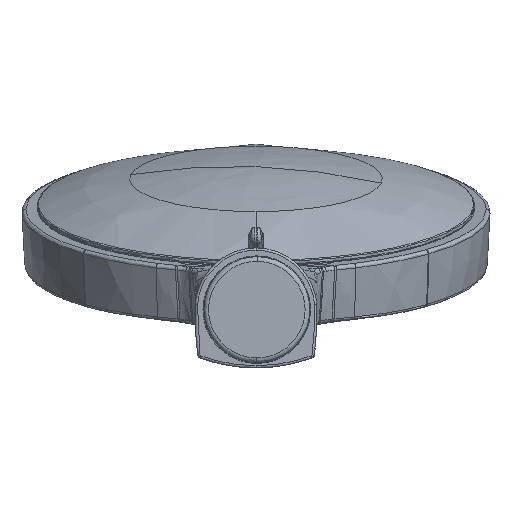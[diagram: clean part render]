
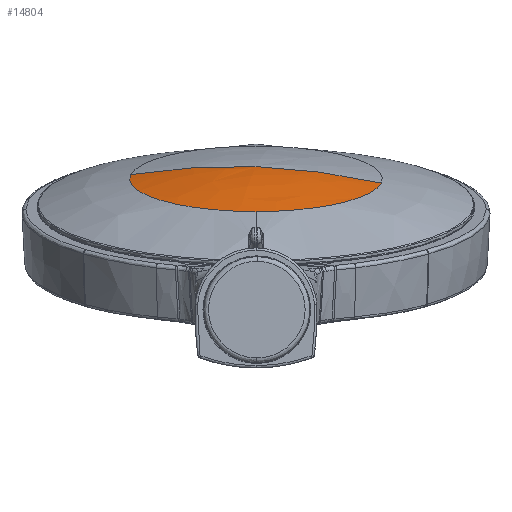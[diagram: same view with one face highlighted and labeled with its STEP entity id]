
A CAD part, front view. The second image highlights one B-rep face of the part: STEP entity #14804.
In plain terms, the highlighted free-form (B-spline) face has degree [3, 3] with [7, 4] control points.
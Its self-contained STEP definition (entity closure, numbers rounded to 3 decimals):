
#100 = CARTESIAN_POINT ( 'NONE',  ( 4.243, -5.781, -2.869 ) ) ;
#151 = CARTESIAN_POINT ( 'NONE',  ( 43.092, -4.155, 14.893 ) ) ;
#419 = CARTESIAN_POINT ( 'NONE',  ( 0., -5.781, 0. ) ) ;
#481 = CARTESIAN_POINT ( 'NONE',  ( 0., -5.781, 0. ) ) ;
#573 = CARTESIAN_POINT ( 'NONE',  ( 0.896, -5.702, 6.807 ) ) ;
#663 = FACE_OUTER_BOUND ( 'NONE', #3284, .T. ) ;
#772 = VERTEX_POINT ( 'NONE', #10467 ) ;
#1261 = CARTESIAN_POINT ( 'NONE',  ( 0.299, -5.781, 2.271 ) ) ;
#1309 = CARTESIAN_POINT ( 'NONE',  ( -3.24, -3.434, -24.608 ) ) ;
#1531 = EDGE_CURVE ( 'NONE', #772, #11975, #2074, .T. ) ;
#1689 = DIRECTION ( 'NONE',  ( -1., 0., 0. ) ) ;
#1710 = CARTESIAN_POINT ( 'NONE',  ( 2.661, -4.155, 20.215 ) ) ;
#2074 = CIRCLE ( 'NONE', #12755, 26.99 ) ;
#2084 =( BOUNDED_SURFACE ( )  B_SPLINE_SURFACE ( 3, 3, ( 
 ( #12743, #11612, #10133, #13890 ),
 ( #6908, #100, #8066, #1261 ),
 ( #9261, #2369, #10477, #3492 ),
 ( #11666, #4655, #12797, #5799 ),
 ( #13942, #6958, #151, #8123 ),
 ( #1309, #9310, #2419, #10534 ),
 ( #3542, #11721, #4705, #12845 ) ),
 .UNSPECIFIED., .F., .F., .F. ) 
 B_SPLINE_SURFACE_WITH_KNOTS ( ( 4, 1, 1, 1, 4 ),
 ( 4, 4 ),
 ( 0., 0.25, 0.5, 0.75, 0.99 ),
 ( 0., 1. ),
 .UNSPECIFIED. ) 
 GEOMETRIC_REPRESENTATION_ITEM ( )  RATIONAL_B_SPLINE_SURFACE ( (
 ( 1., 0.333, 0.333, 1.),
 ( 1., 0.333, 0.333, 1.),
 ( 1., 0.333, 0.333, 1.),
 ( 1., 0.333, 0.333, 1.),
 ( 1., 0.333, 0.333, 1.),
 ( 1., 0.333, 0.333, 1.),
 ( 1., 0.333, 0.333, 1.) ) ) 
 REPRESENTATION_ITEM ( '' )  SURFACE ( )  );
#2369 = CARTESIAN_POINT ( 'NONE',  ( 12.717, -5.702, -8.599 ) ) ;
#2419 = CARTESIAN_POINT ( 'NONE',  ( 52.456, -3.434, 18.129 ) ) ;
#2820 = CARTESIAN_POINT ( 'NONE',  ( 3.523, -3.07, 26.76 ) ) ;
#2867 = CARTESIAN_POINT ( 'NONE',  ( 0., -5.781, 0. ) ) ;
#2970 = CARTESIAN_POINT ( 'NONE',  ( -3.523, -3.07, -26.76 ) ) ;
#3170 = CARTESIAN_POINT ( 'NONE',  ( -0.896, -5.702, -6.807 ) ) ;
#3256 = CARTESIAN_POINT ( 'NONE',  ( -3.24, -3.434, -24.608 ) ) ;
#3284 = EDGE_LOOP ( 'NONE', ( #8061, #11295, #12313, #12062 ) ) ;
#3492 = CARTESIAN_POINT ( 'NONE',  ( 0.896, -5.702, 6.807 ) ) ;
#3542 = CARTESIAN_POINT ( 'NONE',  ( -3.523, -3.07, -26.76 ) ) ;
#4655 = CARTESIAN_POINT ( 'NONE',  ( 25.354, -5.105, -17.144 ) ) ;
#4705 = CARTESIAN_POINT ( 'NONE',  ( 57.042, -3.07, 19.714 ) ) ;
#4772 = CARTESIAN_POINT ( 'NONE',  ( 26.99, -3.07, 0. ) ) ;
#5118 = CARTESIAN_POINT ( 'NONE',  ( 0., -3.07, 0. ) ) ;
#5694 = AXIS2_PLACEMENT_3D ( 'NONE', #5118, #14142, #1689 ) ;
#5799 = CARTESIAN_POINT ( 'NONE',  ( 1.787, -5.105, 13.571 ) ) ;
#6717 = CARTESIAN_POINT ( 'NONE',  ( -2.661, -4.155, -20.215 ) ) ;
#6908 = CARTESIAN_POINT ( 'NONE',  ( -0.299, -5.781, -2.271 ) ) ;
#6958 = CARTESIAN_POINT ( 'NONE',  ( 37.769, -4.155, -25.538 ) ) ;
#7046 = EDGE_CURVE ( 'NONE', #11975, #11765, #13462, .T. ) ;
#7244 = CARTESIAN_POINT ( 'NONE',  ( 3.523, -3.07, 26.76 ) ) ;
#7868 = B_SPLINE_CURVE_WITH_KNOTS ( 'NONE', 3,
 ( #481, #9383, #573, #8541, #1710, #9730, #2820 ),
 .UNSPECIFIED., .F., .F.,
 ( 4, 1, 1, 1, 4 ),
 ( 0., 0.25, 0.5, 0.75, 0.99 ),
 .UNSPECIFIED. ) ;
#8061 = ORIENTED_EDGE ( 'NONE', *, *, #12102, .F. ) ;
#8066 = CARTESIAN_POINT ( 'NONE',  ( 4.841, -5.781, 1.673 ) ) ;
#8123 = CARTESIAN_POINT ( 'NONE',  ( 2.661, -4.155, 20.215 ) ) ;
#8541 = CARTESIAN_POINT ( 'NONE',  ( 1.787, -5.105, 13.571 ) ) ;
#8893 = EDGE_CURVE ( 'NONE', #12147, #772, #13617, .T. ) ;
#9261 = CARTESIAN_POINT ( 'NONE',  ( -0.896, -5.702, -6.807 ) ) ;
#9310 = CARTESIAN_POINT ( 'NONE',  ( 45.977, -3.434, -31.088 ) ) ;
#9383 = CARTESIAN_POINT ( 'NONE',  ( 0.299, -5.781, 2.271 ) ) ;
#9563 = CARTESIAN_POINT ( 'NONE',  ( 0., -3.07, 0. ) ) ;
#9599 = DIRECTION ( 'NONE',  ( 0., -1., 0. ) ) ;
#9613 = DIRECTION ( 'NONE',  ( -1., 0., 0. ) ) ;
#9730 = CARTESIAN_POINT ( 'NONE',  ( 3.24, -3.434, 24.608 ) ) ;
#10133 = CARTESIAN_POINT ( 'NONE',  ( 0., -5.781, 0. ) ) ;
#10467 = CARTESIAN_POINT ( 'NONE',  ( -3.523, -3.07, -26.76 ) ) ;
#10477 = CARTESIAN_POINT ( 'NONE',  ( 14.509, -5.702, 5.014 ) ) ;
#10534 = CARTESIAN_POINT ( 'NONE',  ( 3.24, -3.434, 24.608 ) ) ;
#11295 = ORIENTED_EDGE ( 'NONE', *, *, #8893, .T. ) ;
#11612 = CARTESIAN_POINT ( 'NONE',  ( 0., -5.781, 0. ) ) ;
#11666 = CARTESIAN_POINT ( 'NONE',  ( -1.787, -5.105, -13.571 ) ) ;
#11721 = CARTESIAN_POINT ( 'NONE',  ( 49.996, -3.07, -33.806 ) ) ;
#11765 = VERTEX_POINT ( 'NONE', #7244 ) ;
#11975 = VERTEX_POINT ( 'NONE', #4772 ) ;
#12062 = ORIENTED_EDGE ( 'NONE', *, *, #7046, .T. ) ;
#12102 = EDGE_CURVE ( 'NONE', #12147, #11765, #7868, .T. ) ;
#12147 = VERTEX_POINT ( 'NONE', #2867 ) ;
#12313 = ORIENTED_EDGE ( 'NONE', *, *, #1531, .T. ) ;
#12743 = CARTESIAN_POINT ( 'NONE',  ( 0., -5.781, 0. ) ) ;
#12755 = AXIS2_PLACEMENT_3D ( 'NONE', #9563, #9599, #9613 ) ;
#12797 = CARTESIAN_POINT ( 'NONE',  ( 28.928, -5.105, 9.997 ) ) ;
#12807 = CARTESIAN_POINT ( 'NONE',  ( -0.299, -5.781, -2.271 ) ) ;
#12845 = CARTESIAN_POINT ( 'NONE',  ( 3.523, -3.07, 26.76 ) ) ;
#13405 = CARTESIAN_POINT ( 'NONE',  ( -1.787, -5.105, -13.571 ) ) ;
#13462 = CIRCLE ( 'NONE', #5694, 26.99 ) ;
#13617 = B_SPLINE_CURVE_WITH_KNOTS ( 'NONE', 3,
 ( #419, #12807, #3170, #13405, #6717, #3256, #2970 ),
 .UNSPECIFIED., .F., .F.,
 ( 4, 1, 1, 1, 4 ),
 ( 0., 0.25, 0.5, 0.75, 0.99 ),
 .UNSPECIFIED. ) ;
#13890 = CARTESIAN_POINT ( 'NONE',  ( 0., -5.781, 0. ) ) ;
#13942 = CARTESIAN_POINT ( 'NONE',  ( -2.661, -4.155, -20.215 ) ) ;
#14142 = DIRECTION ( 'NONE',  ( 0., -1., 0. ) ) ;
#14804 = ADVANCED_FACE ( 'NONE', ( #663 ), #2084, .T. ) ;
